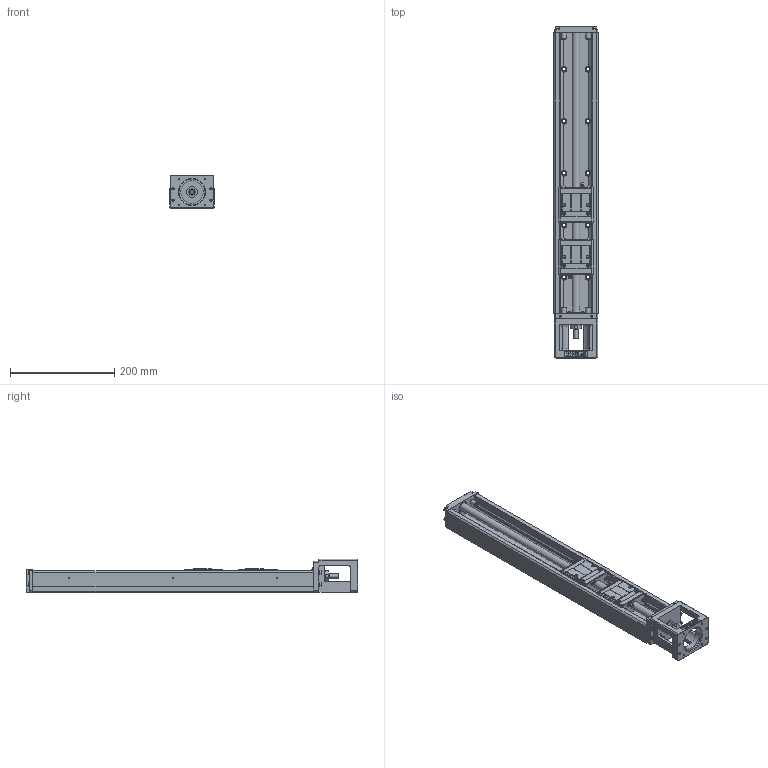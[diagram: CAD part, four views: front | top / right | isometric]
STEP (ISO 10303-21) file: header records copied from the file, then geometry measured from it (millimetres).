
FILE_DESCRIPTION(/* description */ (''),/* implementation_level */ '2;1');
FILE_NAME(/* name */ 'KM46D+540N0_0040_stp.stp',/* time_stamp */ '2010-01-21T10:15:37+08:00',/* author */ (''),/* organization */ (''),/* preprocessor_version */ 'ST-DEVELOPER v11',/* originating_system */ 'UGS - NX 5.0',/* authorisation */ '');
FILE_SCHEMA (('CONFIG_CONTROL_DESIGN'));
Length unit declared in the file: millimetre
Products named in the file (1): shinE906kpz9
Bounding box: 86 x 638 x 64 mm (x, y, z)
Volume: 1420960.1 mm3; surface area: 292174.8 mm2
Topology: 3 solids, 8 shells, 1460 faces, 3792 edges, 2455 vertices
Faces by surface type: plane 946, cylinder 296, cone 120, torus 30, bspline 27, extrusion 23, sphere 18
Full cylindrical faces by diameter (mm): 1.6 x6, 2.5 x6, 3.3 x9, 4.5 x4, 5.2 x4, 5.3 x4, 5.5 x2, 6 x2, 6.6 x10, 6.8 x8, 7 x8, 7.6 x8, 8 x17, 8.1 x1, 9 x4, 10 x2, 11 x10, 15 x3, 15.5 x4, 16 x6, 16.5 x1, 17 x1, 19 x2, 20 x2, 44 x1, 50 x1
Entity records: 44948 total; most frequent: CARTESIAN_POINT 9959, ORIENTED_EDGE 7060, DIRECTION 6972, EDGE_CURVE 3530, VECTOR 2538, LINE 2515, VERTEX_POINT 2405, AXIS2_PLACEMENT_3D 2217
